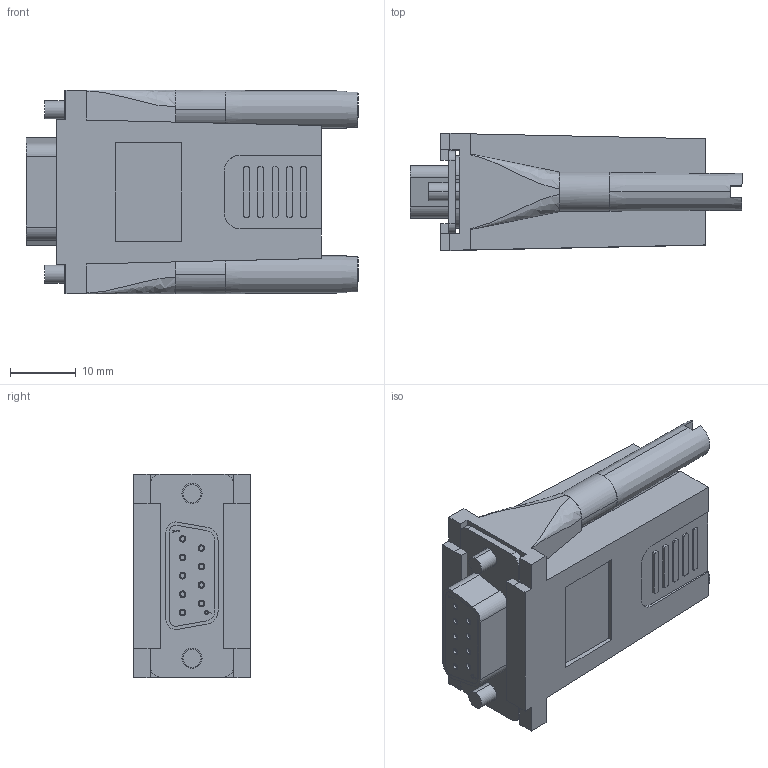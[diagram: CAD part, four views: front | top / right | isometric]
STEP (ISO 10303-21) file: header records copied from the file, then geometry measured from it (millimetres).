
FILE_DESCRIPTION (( 'STEP AP203' ), '1' );
FILE_NAME ('REC098F.STEP', '2006-06-23T20:13:36', ( 'lcom' ), ( 'lcom' ), 'SwSTEP 2.0', 'SolidWorks 2006004', '' );
FILE_SCHEMA (( 'CONFIG_CONTROL_DESIGN' ));
Length unit declared in the file: inch
Products named in the file (6): CRIMP&POKE F; C&P9F; 3AA07-037; REC098M-MA1; REC098F
Assembly tree (14 placements, depth 3):
  REC098F
    REC098M-MA1
    3AA07-037  x2
    C&P9F
      CRIMP&POKE F  x9
      C&P9F
Bounding box: 50.33 x 17.78 x 30.91 mm (x, y, z)
Volume: 11076.3 mm3; surface area: 11906 mm2
Topology: 13 solids, 13 shells, 721 faces, 1880 edges, 1241 vertices
Faces by surface type: plane 379, cylinder 270, cone 49, bspline 13, torus 10
Entity records: 15089 total; most frequent: CARTESIAN_POINT 3557, DIRECTION 2221, ORIENTED_EDGE 2204, EDGE_CURVE 1102, AXIS2_PLACEMENT_3D 755, VERTEX_POINT 725, LINE 711, VECTOR 711
